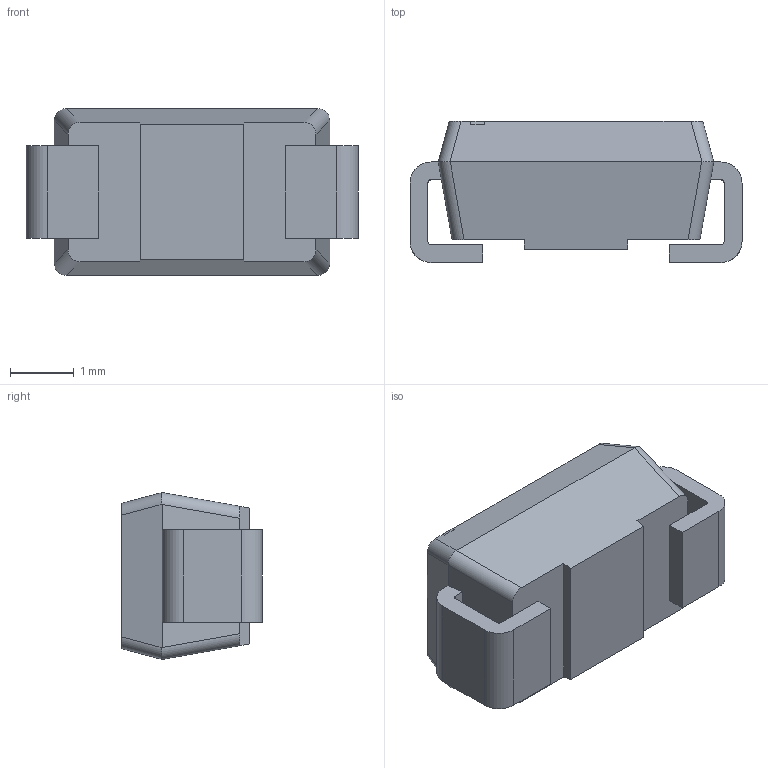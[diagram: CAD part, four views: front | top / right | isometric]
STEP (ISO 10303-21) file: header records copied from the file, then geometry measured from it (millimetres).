
FILE_DESCRIPTION (( 'STEP AP214' ), '1' );
FILE_NAME ('MRA4003T3G.STEP', '2023-03-14T19:39:31', ( '' ), ( '' ), 'SwSTEP 2.0', 'SolidWorks 2021', '' );
FILE_SCHEMA (( 'AUTOMOTIVE_DESIGN' ));
Length unit declared in the file: inch
Products named in the file (1): MRA4003T3G
Bounding box: 5.21 x 2.21 x 2.62 mm (x, y, z)
Volume: 21 mm3; surface area: 62.9 mm2
Topology: 4 solids, 4 shells, 60 faces, 156 edges, 104 vertices
Faces by surface type: plane 44, cylinder 16
Entity records: 1889 total; most frequent: CARTESIAN_POINT 381, ORIENTED_EDGE 312, DIRECTION 274, EDGE_CURVE 156, VECTOR 120, LINE 120, VERTEX_POINT 104, AXIS2_PLACEMENT_3D 77
